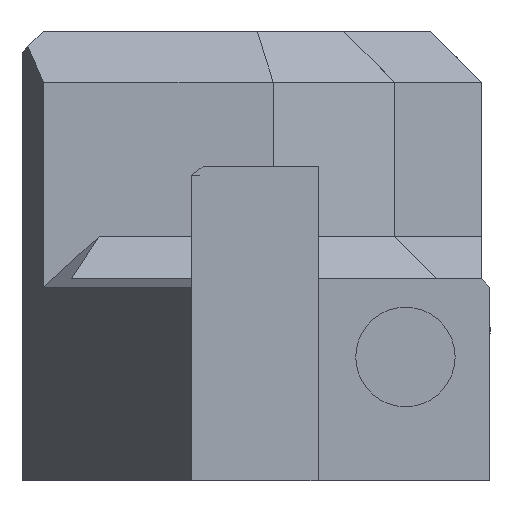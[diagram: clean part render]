
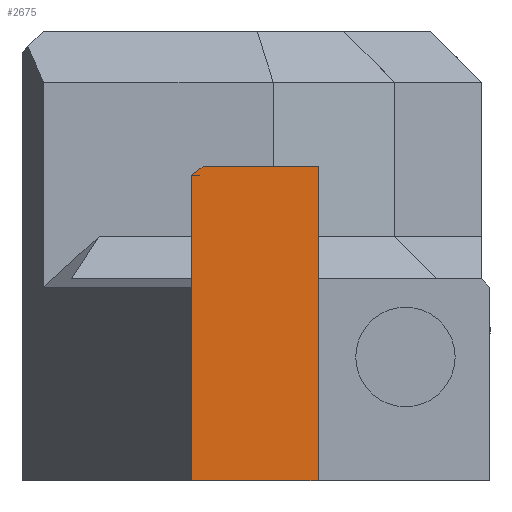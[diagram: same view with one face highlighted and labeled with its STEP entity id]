
A CAD part, front view. The second image highlights one B-rep face of the part: STEP entity #2675.
In plain terms, the highlighted planar face has unit normal (0, -1, 0).
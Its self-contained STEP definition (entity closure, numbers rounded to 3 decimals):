
#191 = EDGE_CURVE ( 'NONE', #2196, #554, #1908, .T. ) ;
#378 = CARTESIAN_POINT ( 'NONE',  ( 15.868, -170.003, 2.1 ) ) ;
#398 = ORIENTED_EDGE ( 'NONE', *, *, #769, .F. ) ;
#445 = DIRECTION ( 'NONE',  ( 0., 0., 1. ) ) ;
#479 = ORIENTED_EDGE ( 'NONE', *, *, #1437, .F. ) ;
#554 = VERTEX_POINT ( 'NONE', #3405 ) ;
#584 = EDGE_CURVE ( 'NONE', #554, #3836, #3739, .T. ) ;
#651 = LINE ( 'NONE', #3859, #2203 ) ;
#683 = VECTOR ( 'NONE', #445, 1000. ) ;
#769 = EDGE_CURVE ( 'NONE', #3836, #2061, #651, .T. ) ;
#887 = VERTEX_POINT ( 'NONE', #3971 ) ;
#1014 = VECTOR ( 'NONE', #3995, 1000. ) ;
#1029 = CARTESIAN_POINT ( 'NONE',  ( -0.001, -170.001, -5. ) ) ;
#1381 = FACE_OUTER_BOUND ( 'NONE', #2461, .T. ) ;
#1429 = ORIENTED_EDGE ( 'NONE', *, *, #3754, .F. ) ;
#1437 = EDGE_CURVE ( 'NONE', #2061, #887, #2593, .T. ) ;
#1562 = DIRECTION ( 'NONE',  ( 1., 0., 0. ) ) ;
#1624 = DIRECTION ( 'NONE',  ( 0.816, 0., 0.577 ) ) ;
#1908 = LINE ( 'NONE', #3328, #2683 ) ;
#1940 = CARTESIAN_POINT ( 'NONE',  ( -0.001, -170.001, 2.5 ) ) ;
#1943 = CARTESIAN_POINT ( 'NONE',  ( 21.868, -170.003, 2.5 ) ) ;
#2040 = CARTESIAN_POINT ( 'NONE',  ( 21.868, -170.003, -12.35 ) ) ;
#2061 = VERTEX_POINT ( 'NONE', #2040 ) ;
#2196 = VERTEX_POINT ( 'NONE', #378 ) ;
#2203 = VECTOR ( 'NONE', #3543, 1000. ) ;
#2232 = VECTOR ( 'NONE', #1562, 1000. ) ;
#2255 = ORIENTED_EDGE ( 'NONE', *, *, #191, .F. ) ;
#2456 = DIRECTION ( 'NONE',  ( 0., -1., 0. ) ) ;
#2461 = EDGE_LOOP ( 'NONE', ( #398, #3079, #2255, #1429, #479 ) ) ;
#2505 = CARTESIAN_POINT ( 'NONE',  ( 15.868, -170.003, -2.4 ) ) ;
#2593 = LINE ( 'NONE', #3657, #1014 ) ;
#2675 = ADVANCED_FACE ( 'NONE', ( #1381 ), #4216, .T. ) ;
#2683 = VECTOR ( 'NONE', #1624, 1000. ) ;
#3079 = ORIENTED_EDGE ( 'NONE', *, *, #584, .F. ) ;
#3312 = LINE ( 'NONE', #2505, #683 ) ;
#3328 = CARTESIAN_POINT ( 'NONE',  ( 15.868, -170.003, 2.1 ) ) ;
#3405 = CARTESIAN_POINT ( 'NONE',  ( 16.434, -170.003, 2.5 ) ) ;
#3499 = AXIS2_PLACEMENT_3D ( 'NONE', #1029, #2456, #3862 ) ;
#3543 = DIRECTION ( 'NONE',  ( 0., 0., -1. ) ) ;
#3657 = CARTESIAN_POINT ( 'NONE',  ( 21.868, -170.003, -12.35 ) ) ;
#3739 = LINE ( 'NONE', #1940, #2232 ) ;
#3754 = EDGE_CURVE ( 'NONE', #887, #2196, #3312, .T. ) ;
#3836 = VERTEX_POINT ( 'NONE', #1943 ) ;
#3859 = CARTESIAN_POINT ( 'NONE',  ( 21.868, -170.003, -5. ) ) ;
#3862 = DIRECTION ( 'NONE',  ( -1., 0., 0. ) ) ;
#3971 = CARTESIAN_POINT ( 'NONE',  ( 15.868, -170.003, -12.35 ) ) ;
#3995 = DIRECTION ( 'NONE',  ( -1., 0., 0. ) ) ;
#4216 = PLANE ( 'NONE',  #3499 ) ;
